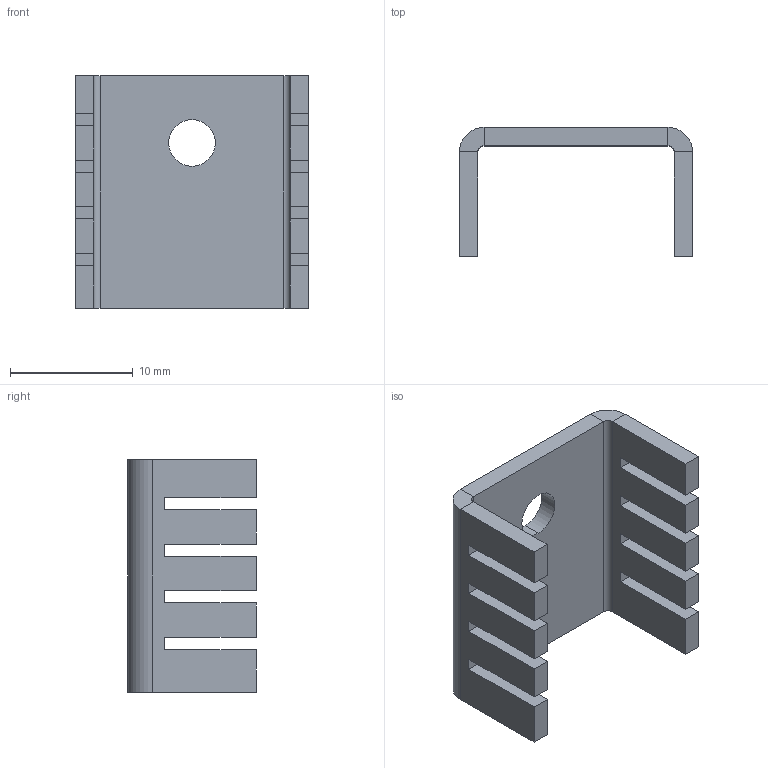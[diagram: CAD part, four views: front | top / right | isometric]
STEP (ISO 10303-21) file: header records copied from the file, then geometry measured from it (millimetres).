
FILE_DESCRIPTION (( 'STEP AP214' ), '1' );
FILE_NAME ('User Library-Heatsink_TO-220.STEP', '2014-01-15T12:19:27', ( 'Windows User' ), ( '' ), 'SwSTEP 2.0', 'SolidWorks 2014', '' );
FILE_SCHEMA (( 'AUTOMOTIVE_DESIGN' ));
Length unit declared in the file: millimetre
Products named in the file (6): User Library-Heatsink_TO-220_right_finished; User Library-Heatsink_TO-220_left_finished; User Library-Heatsink_TO-220_fundo; User Library-Heatsink_TO-220_curva_left; User Library-Heatsink_TO-220_curva_right; User Library-Heatsink_TO-220
Assembly tree (5 placements, depth 2):
  User Library-Heatsink_TO-220
    User Library-Heatsink_TO-220_curva_right
    User Library-Heatsink_TO-220_curva_left
    User Library-Heatsink_TO-220_fundo
    User Library-Heatsink_TO-220_left_finished
    User Library-Heatsink_TO-220_right_finished
Bounding box: 19 x 10.5 x 19 mm (x, y, z)
Volume: 916.9 mm3; surface area: 1813.2 mm2
Topology: 5 solids, 5 shells, 64 faces, 162 edges, 108 vertices
Faces by surface type: plane 58, cylinder 6
Entity records: 2848 total; most frequent: CARTESIAN_POINT 342, ORIENTED_EDGE 324, DIRECTION 318, EDGE_CURVE 162, VECTOR 150, LINE 150, VERTEX_POINT 108, AXIS2_PLACEMENT_3D 84
